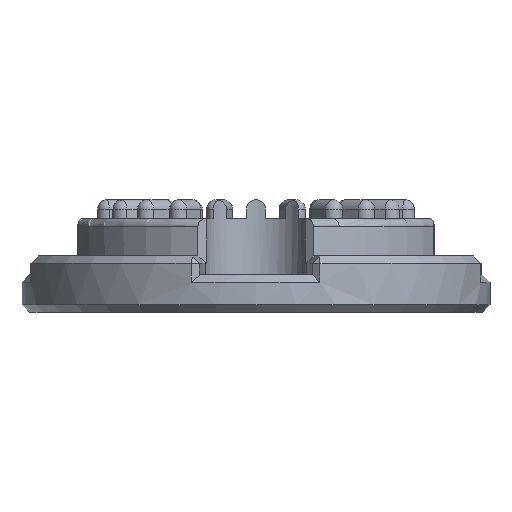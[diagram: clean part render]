
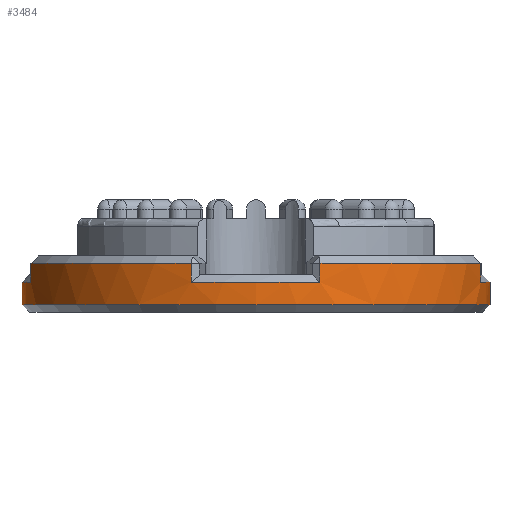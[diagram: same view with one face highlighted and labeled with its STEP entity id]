
A CAD part, front view. The second image highlights one B-rep face of the part: STEP entity #3484.
In plain terms, the highlighted cylindrical face has radius 12.5 mm (diameter 25 mm), a partial arc.
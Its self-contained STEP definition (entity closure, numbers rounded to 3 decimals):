
#338 = ORIENTED_EDGE ( 'NONE', *, *, #5236, .T. ) ;
#343 = ORIENTED_EDGE ( 'NONE', *, *, #8694, .T. ) ;
#345 = VERTEX_POINT ( 'NONE', #3199 ) ;
#354 = DIRECTION ( 'NONE',  ( 0., 0., -1. ) ) ;
#409 = ORIENTED_EDGE ( 'NONE', *, *, #9819, .F. ) ;
#447 = DIRECTION ( 'NONE',  ( -1., 0., 0. ) ) ;
#508 = CARTESIAN_POINT ( 'NONE',  ( -12.5, 0., 0.4 ) ) ;
#517 = LINE ( 'NONE', #7500, #4984 ) ;
#569 = ORIENTED_EDGE ( 'NONE', *, *, #5255, .T. ) ;
#615 = AXIS2_PLACEMENT_3D ( 'NONE', #3891, #758, #2391 ) ;
#617 = DIRECTION ( 'NONE',  ( 0., 0., -1. ) ) ;
#758 = DIRECTION ( 'NONE',  ( 0., 0., -1. ) ) ;
#948 = CIRCLE ( 'NONE', #615, 12.5 ) ;
#1260 = ORIENTED_EDGE ( 'NONE', *, *, #2139, .T. ) ;
#1326 = DIRECTION ( 'NONE',  ( 1., 0., 0. ) ) ;
#1518 = AXIS2_PLACEMENT_3D ( 'NONE', #8203, #354, #447 ) ;
#1880 = CARTESIAN_POINT ( 'NONE',  ( 3.416, -12.024, 1.6 ) ) ;
#1889 = DIRECTION ( 'NONE',  ( 0., 0., -1. ) ) ;
#2003 = ORIENTED_EDGE ( 'NONE', *, *, #3522, .T. ) ;
#2028 = ORIENTED_EDGE ( 'NONE', *, *, #6734, .T. ) ;
#2114 = AXIS2_PLACEMENT_3D ( 'NONE', #4281, #8272, #5973 ) ;
#2139 = EDGE_CURVE ( 'NONE', #3638, #3506, #3332, .T. ) ;
#2156 = AXIS2_PLACEMENT_3D ( 'NONE', #6887, #617, #3753 ) ;
#2306 = DIRECTION ( 'NONE',  ( 0., 0., 1. ) ) ;
#2391 = DIRECTION ( 'NONE',  ( -1., 0., 0. ) ) ;
#2508 = CARTESIAN_POINT ( 'NONE',  ( -12.024, -3.416, 2. ) ) ;
#2526 = CARTESIAN_POINT ( 'NONE',  ( 12.5, 0., 0.4 ) ) ;
#2571 = EDGE_CURVE ( 'NONE', #2872, #3638, #948, .T. ) ;
#2612 = VERTEX_POINT ( 'NONE', #7849 ) ;
#2620 = CARTESIAN_POINT ( 'NONE',  ( -12.5, 0., 2. ) ) ;
#2872 = VERTEX_POINT ( 'NONE', #8893 ) ;
#2907 = CIRCLE ( 'NONE', #3241, 12.5 ) ;
#3176 = CARTESIAN_POINT ( 'NONE',  ( 3.416, -12.024, 2.6 ) ) ;
#3199 = CARTESIAN_POINT ( 'NONE',  ( -3.45, -12.014, 1.6 ) ) ;
#3241 = AXIS2_PLACEMENT_3D ( 'NONE', #9223, #4562, #1326 ) ;
#3250 = AXIS2_PLACEMENT_3D ( 'NONE', #8927, #1889, #4210 ) ;
#3332 = LINE ( 'NONE', #2508, #4373 ) ;
#3445 = FACE_OUTER_BOUND ( 'NONE', #10143, .T. ) ;
#3484 = ADVANCED_FACE ( 'NONE', ( #3445 ), #7397, .T. ) ;
#3496 = VERTEX_POINT ( 'NONE', #508 ) ;
#3506 = VERTEX_POINT ( 'NONE', #9087 ) ;
#3522 = EDGE_CURVE ( 'NONE', #2612, #3496, #5187, .T. ) ;
#3638 = VERTEX_POINT ( 'NONE', #8363 ) ;
#3645 = CIRCLE ( 'NONE', #1518, 12.5 ) ;
#3753 = DIRECTION ( 'NONE',  ( 1., 0., 0. ) ) ;
#3891 = CARTESIAN_POINT ( 'NONE',  ( 0., 0., 2.6 ) ) ;
#3923 = VECTOR ( 'NONE', #6436, 1000. ) ;
#4125 = LINE ( 'NONE', #9661, #3923 ) ;
#4210 = DIRECTION ( 'NONE',  ( -1., 0., 0. ) ) ;
#4281 = CARTESIAN_POINT ( 'NONE',  ( 0., 0., 1.6 ) ) ;
#4373 = VECTOR ( 'NONE', #8832, 1000. ) ;
#4475 = DIRECTION ( 'NONE',  ( 0., 0., -1. ) ) ;
#4562 = DIRECTION ( 'NONE',  ( 0., 0., 1. ) ) ;
#4573 = VECTOR ( 'NONE', #8307, 1000. ) ;
#4660 = VECTOR ( 'NONE', #2306, 1000. ) ;
#4984 = VECTOR ( 'NONE', #4475, 1000. ) ;
#4994 = VERTEX_POINT ( 'NONE', #6315 ) ;
#5023 = ORIENTED_EDGE ( 'NONE', *, *, #6553, .T. ) ;
#5130 = CIRCLE ( 'NONE', #2156, 12.5 ) ;
#5187 = LINE ( 'NONE', #2620, #4573 ) ;
#5236 = EDGE_CURVE ( 'NONE', #3496, #8956, #2907, .T. ) ;
#5255 = EDGE_CURVE ( 'NONE', #4994, #9534, #5546, .T. ) ;
#5546 = CIRCLE ( 'NONE', #9795, 12.5 ) ;
#5973 = DIRECTION ( 'NONE',  ( 1., 0., 0. ) ) ;
#6102 = DIRECTION ( 'NONE',  ( 0., 0., 1. ) ) ;
#6109 = VERTEX_POINT ( 'NONE', #6966 ) ;
#6301 = ORIENTED_EDGE ( 'NONE', *, *, #2571, .T. ) ;
#6315 = CARTESIAN_POINT ( 'NONE',  ( 12.5, 0., 1.6 ) ) ;
#6436 = DIRECTION ( 'NONE',  ( 0., 0., -1. ) ) ;
#6553 = EDGE_CURVE ( 'NONE', #9987, #8810, #4125, .T. ) ;
#6713 = CIRCLE ( 'NONE', #2114, 12.5 ) ;
#6734 = EDGE_CURVE ( 'NONE', #3506, #2612, #6713, .T. ) ;
#6887 = CARTESIAN_POINT ( 'NONE',  ( 0., 0., 1.6 ) ) ;
#6966 = CARTESIAN_POINT ( 'NONE',  ( 12.014, -3.45, 2.6 ) ) ;
#7397 = CYLINDRICAL_SURFACE ( 'NONE', #3250, 12.5 ) ;
#7456 = ORIENTED_EDGE ( 'NONE', *, *, #9681, .T. ) ;
#7500 = CARTESIAN_POINT ( 'NONE',  ( 12.5, 0., 2. ) ) ;
#7586 = DIRECTION ( 'NONE',  ( 0., 0., -1. ) ) ;
#7607 = ORIENTED_EDGE ( 'NONE', *, *, #8870, .T. ) ;
#7739 = CARTESIAN_POINT ( 'NONE',  ( 0., 0., 1.6 ) ) ;
#7757 = CARTESIAN_POINT ( 'NONE',  ( 12.014, -3.45, 2. ) ) ;
#7849 = CARTESIAN_POINT ( 'NONE',  ( -12.5, 0., 1.6 ) ) ;
#8203 = CARTESIAN_POINT ( 'NONE',  ( 0., 0., 2.6 ) ) ;
#8272 = DIRECTION ( 'NONE',  ( 0., 0., -1. ) ) ;
#8307 = DIRECTION ( 'NONE',  ( 0., 0., -1. ) ) ;
#8363 = CARTESIAN_POINT ( 'NONE',  ( -12.024, -3.416, 2.6 ) ) ;
#8498 = EDGE_CURVE ( 'NONE', #8810, #345, #5130, .T. ) ;
#8694 = EDGE_CURVE ( 'NONE', #6109, #9987, #3645, .T. ) ;
#8810 = VERTEX_POINT ( 'NONE', #1880 ) ;
#8832 = DIRECTION ( 'NONE',  ( 0., 0., -1. ) ) ;
#8870 = EDGE_CURVE ( 'NONE', #345, #2872, #10091, .T. ) ;
#8893 = CARTESIAN_POINT ( 'NONE',  ( -3.45, -12.014, 2.6 ) ) ;
#8927 = CARTESIAN_POINT ( 'NONE',  ( 0., 0., 2. ) ) ;
#8956 = VERTEX_POINT ( 'NONE', #2526 ) ;
#9087 = CARTESIAN_POINT ( 'NONE',  ( -12.024, -3.416, 1.6 ) ) ;
#9181 = CARTESIAN_POINT ( 'NONE',  ( -3.45, -12.014, 2. ) ) ;
#9223 = CARTESIAN_POINT ( 'NONE',  ( 0., 0., 0.4 ) ) ;
#9276 = ORIENTED_EDGE ( 'NONE', *, *, #8498, .T. ) ;
#9385 = VECTOR ( 'NONE', #6102, 1000. ) ;
#9534 = VERTEX_POINT ( 'NONE', #9801 ) ;
#9661 = CARTESIAN_POINT ( 'NONE',  ( 3.416, -12.024, 2. ) ) ;
#9681 = EDGE_CURVE ( 'NONE', #9534, #6109, #10056, .T. ) ;
#9795 = AXIS2_PLACEMENT_3D ( 'NONE', #7739, #7586, #9989 ) ;
#9801 = CARTESIAN_POINT ( 'NONE',  ( 12.014, -3.45, 1.6 ) ) ;
#9819 = EDGE_CURVE ( 'NONE', #4994, #8956, #517, .T. ) ;
#9987 = VERTEX_POINT ( 'NONE', #3176 ) ;
#9989 = DIRECTION ( 'NONE',  ( 1., 0., 0. ) ) ;
#10056 = LINE ( 'NONE', #7757, #4660 ) ;
#10091 = LINE ( 'NONE', #9181, #9385 ) ;
#10143 = EDGE_LOOP ( 'NONE', ( #409, #569, #7456, #343, #5023, #9276, #7607, #6301, #1260, #2028, #2003, #338 ) ) ;
